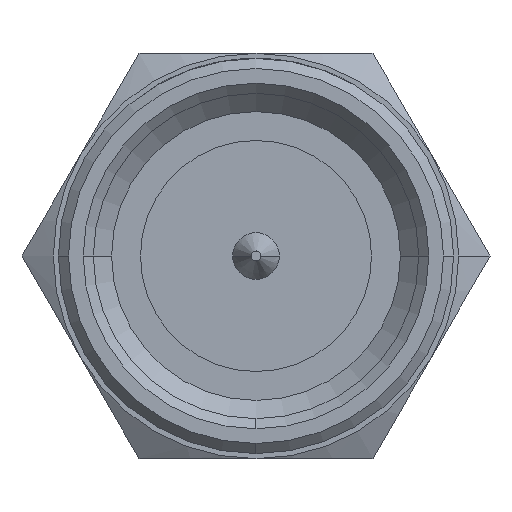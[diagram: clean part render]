
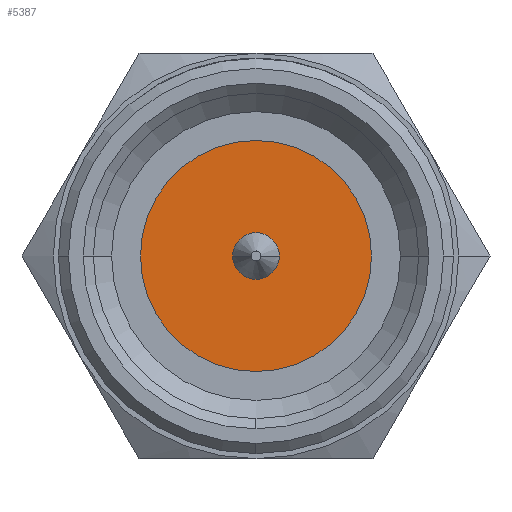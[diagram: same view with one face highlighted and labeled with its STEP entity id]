
A CAD part, left-side view. The second image highlights one B-rep face of the part: STEP entity #5387.
In plain terms, the highlighted planar face has unit normal (-1, 0, 0).
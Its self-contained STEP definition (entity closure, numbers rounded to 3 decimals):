
#42 = AXIS2_PLACEMENT_3D ( 'NONE', #2867, #4612, #962 ) ;
#161 = EDGE_CURVE ( 'NONE', #1426, #5658, #5371, .T. ) ;
#423 = FACE_BOUND ( 'NONE', #3704, .T. ) ;
#556 = CARTESIAN_POINT ( 'NONE',  ( 3.15, 0.46, 0. ) ) ;
#571 = ORIENTED_EDGE ( 'NONE', *, *, #1569, .F. ) ;
#595 = EDGE_CURVE ( 'NONE', #5658, #1426, #4286, .T. ) ;
#682 = VERTEX_POINT ( 'NONE', #3920 ) ;
#788 = AXIS2_PLACEMENT_3D ( 'NONE', #4238, #5034, #1079 ) ;
#845 = DIRECTION ( 'NONE',  ( 0., 0., 1. ) ) ;
#962 = DIRECTION ( 'NONE',  ( 0., -1., 0. ) ) ;
#1079 = DIRECTION ( 'NONE',  ( 0., 1., 0. ) ) ;
#1118 = VERTEX_POINT ( 'NONE', #4217 ) ;
#1278 = PLANE ( 'NONE',  #3733 ) ;
#1426 = VERTEX_POINT ( 'NONE', #556 ) ;
#1569 = EDGE_CURVE ( 'NONE', #1118, #682, #2749, .T. ) ;
#1691 = ORIENTED_EDGE ( 'NONE', *, *, #161, .F. ) ;
#1994 = CARTESIAN_POINT ( 'NONE',  ( 3.15, 0., 0. ) ) ;
#2020 = DIRECTION ( 'NONE',  ( -1., 0., 0. ) ) ;
#2049 = DIRECTION ( 'NONE',  ( -1., 0., 0. ) ) ;
#2549 = DIRECTION ( 'NONE',  ( 0., 1., 0. ) ) ;
#2749 = CIRCLE ( 'NONE', #788, 2.28 ) ;
#2834 = ORIENTED_EDGE ( 'NONE', *, *, #595, .F. ) ;
#2867 = CARTESIAN_POINT ( 'NONE',  ( 3.15, 0., 0. ) ) ;
#3009 = CARTESIAN_POINT ( 'NONE',  ( 3.15, 0., 0. ) ) ;
#3201 = CARTESIAN_POINT ( 'NONE',  ( 3.15, -0.46, 0. ) ) ;
#3704 = EDGE_LOOP ( 'NONE', ( #2834, #1691 ) ) ;
#3733 = AXIS2_PLACEMENT_3D ( 'NONE', #5340, #3927, #845 ) ;
#3920 = CARTESIAN_POINT ( 'NONE',  ( 3.15, -2.28, 0. ) ) ;
#3927 = DIRECTION ( 'NONE',  ( -1., 0., 0. ) ) ;
#4182 = CIRCLE ( 'NONE', #4633, 2.28 ) ;
#4217 = CARTESIAN_POINT ( 'NONE',  ( 3.15, 2.28, 0. ) ) ;
#4238 = CARTESIAN_POINT ( 'NONE',  ( 3.15, 0., 0. ) ) ;
#4286 = CIRCLE ( 'NONE', #42, 0.46 ) ;
#4409 = EDGE_LOOP ( 'NONE', ( #5494, #571 ) ) ;
#4612 = DIRECTION ( 'NONE',  ( -1., 0., 0. ) ) ;
#4633 = AXIS2_PLACEMENT_3D ( 'NONE', #3009, #2020, #5557 ) ;
#4741 = AXIS2_PLACEMENT_3D ( 'NONE', #1994, #2049, #2549 ) ;
#4768 = EDGE_CURVE ( 'NONE', #1118, #682, #4182, .T. ) ;
#5034 = DIRECTION ( 'NONE',  ( 1., 0., 0. ) ) ;
#5340 = CARTESIAN_POINT ( 'NONE',  ( 3.15, 0., 0. ) ) ;
#5371 = CIRCLE ( 'NONE', #4741, 0.46 ) ;
#5387 = ADVANCED_FACE ( 'NONE', ( #423, #5676 ), #1278, .T. ) ;
#5494 = ORIENTED_EDGE ( 'NONE', *, *, #4768, .T. ) ;
#5557 = DIRECTION ( 'NONE',  ( 0., 1., 0. ) ) ;
#5658 = VERTEX_POINT ( 'NONE', #3201 ) ;
#5676 = FACE_OUTER_BOUND ( 'NONE', #4409, .T. ) ;
